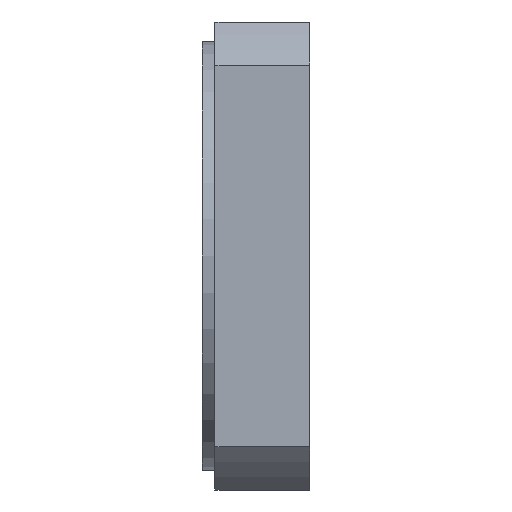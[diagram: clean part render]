
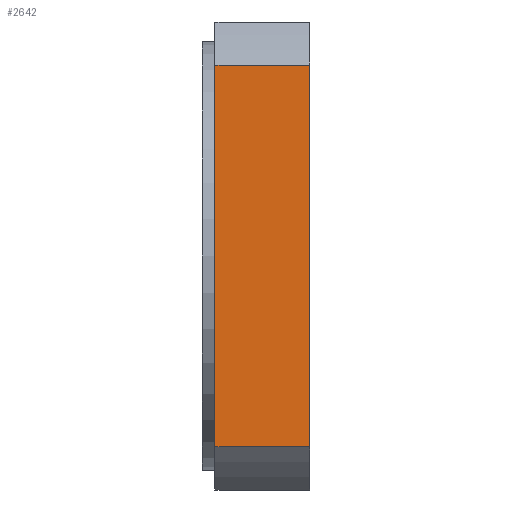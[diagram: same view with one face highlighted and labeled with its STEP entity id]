
A CAD part, left-side view. The second image highlights one B-rep face of the part: STEP entity #2642.
In plain terms, the highlighted planar face has unit normal (-1, 0, 0).
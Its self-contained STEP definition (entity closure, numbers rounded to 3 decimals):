
#18 = EDGE_CURVE ( 'NONE', #800, #3350, #397, .T. ) ;
#40 = CARTESIAN_POINT ( 'NONE',  ( -19.05, 7.722, -15.544 ) ) ;
#260 = FACE_OUTER_BOUND ( 'NONE', #2414, .T. ) ;
#397 = LINE ( 'NONE', #1909, #2542 ) ;
#541 = CARTESIAN_POINT ( 'NONE',  ( -19.05, 0., 0. ) ) ;
#668 = ORIENTED_EDGE ( 'NONE', *, *, #18, .F. ) ;
#697 = ORIENTED_EDGE ( 'NONE', *, *, #3062, .T. ) ;
#789 = VECTOR ( 'NONE', #3331, 1000. ) ;
#800 = VERTEX_POINT ( 'NONE', #1642 ) ;
#806 = PLANE ( 'NONE',  #1291 ) ;
#859 = CARTESIAN_POINT ( 'NONE',  ( -19.05, 7.722, 15.544 ) ) ;
#980 = CARTESIAN_POINT ( 'NONE',  ( -19.05, 7.722, 0. ) ) ;
#1070 = DIRECTION ( 'NONE',  ( 0., 0., -1. ) ) ;
#1137 = DIRECTION ( 'NONE',  ( 0., -1., 0. ) ) ;
#1167 = CARTESIAN_POINT ( 'NONE',  ( -19.05, 7.722, 15.544 ) ) ;
#1188 = DIRECTION ( 'NONE',  ( 1., 0., 0. ) ) ;
#1291 = AXIS2_PLACEMENT_3D ( 'NONE', #980, #1188, #1070 ) ;
#1456 = EDGE_CURVE ( 'NONE', #3350, #1800, #2305, .T. ) ;
#1542 = CARTESIAN_POINT ( 'NONE',  ( -19.05, 0., -15.544 ) ) ;
#1571 = VECTOR ( 'NONE', #1137, 1000. ) ;
#1642 = CARTESIAN_POINT ( 'NONE',  ( -19.05, 7.722, -15.544 ) ) ;
#1800 = VERTEX_POINT ( 'NONE', #2146 ) ;
#1834 = ORIENTED_EDGE ( 'NONE', *, *, #3241, .T. ) ;
#1909 = CARTESIAN_POINT ( 'NONE',  ( -19.05, 7.722, 0. ) ) ;
#2050 = VERTEX_POINT ( 'NONE', #1542 ) ;
#2120 = DIRECTION ( 'NONE',  ( 0., 0., 1. ) ) ;
#2146 = CARTESIAN_POINT ( 'NONE',  ( -19.05, 0., 15.544 ) ) ;
#2173 = LINE ( 'NONE', #40, #789 ) ;
#2305 = LINE ( 'NONE', #859, #1571 ) ;
#2414 = EDGE_LOOP ( 'NONE', ( #697, #3090, #668, #1834 ) ) ;
#2542 = VECTOR ( 'NONE', #2120, 1000. ) ;
#2642 = ADVANCED_FACE ( 'NONE', ( #260 ), #806, .F. ) ;
#2811 = LINE ( 'NONE', #541, #3544 ) ;
#3062 = EDGE_CURVE ( 'NONE', #2050, #1800, #2811, .T. ) ;
#3090 = ORIENTED_EDGE ( 'NONE', *, *, #1456, .F. ) ;
#3241 = EDGE_CURVE ( 'NONE', #800, #2050, #2173, .T. ) ;
#3331 = DIRECTION ( 'NONE',  ( 0., -1., 0. ) ) ;
#3350 = VERTEX_POINT ( 'NONE', #1167 ) ;
#3372 = DIRECTION ( 'NONE',  ( 0., 0., 1. ) ) ;
#3544 = VECTOR ( 'NONE', #3372, 1000. ) ;
